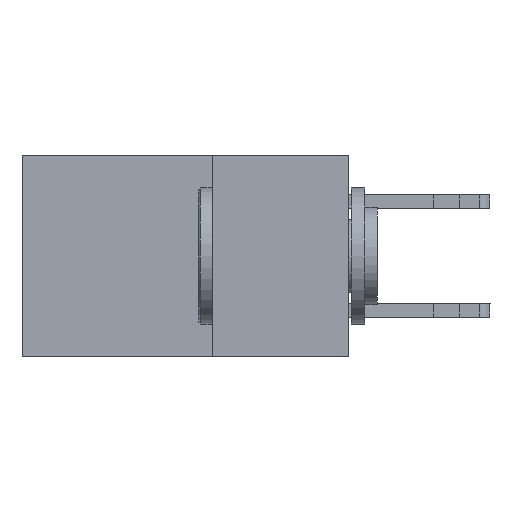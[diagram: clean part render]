
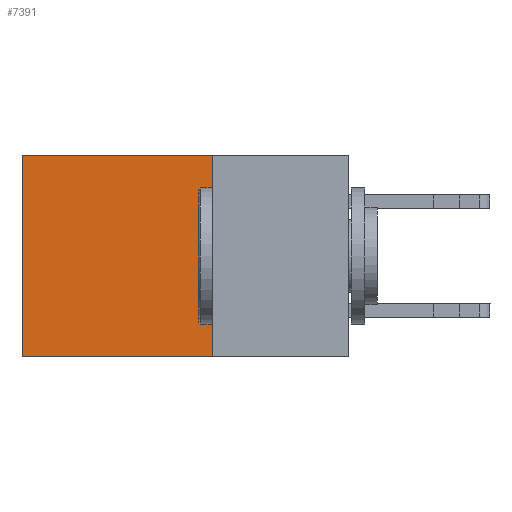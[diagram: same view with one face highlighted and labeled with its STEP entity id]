
A CAD part, left-side view. The second image highlights one B-rep face of the part: STEP entity #7391.
In plain terms, the highlighted planar face has unit normal (-1, 0, 0).
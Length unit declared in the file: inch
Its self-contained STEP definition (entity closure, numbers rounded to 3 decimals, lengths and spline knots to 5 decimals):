
#16 = EDGE_CURVE ( 'NONE', #8832, #9981, #8322, .T. ) ;
#592 = ORIENTED_EDGE ( 'NONE', *, *, #6328, .T. ) ;
#653 = CARTESIAN_POINT ( 'NONE',  ( 0.2615, 0.6, -0.37 ) ) ;
#920 = CARTESIAN_POINT ( 'NONE',  ( 0.2615, 0.25, 0. ) ) ;
#3793 = VECTOR ( 'NONE', #19187, 39.37008 ) ;
#5042 = EDGE_CURVE ( 'NONE', #9554, #14305, #10007, .T. ) ;
#6328 = EDGE_CURVE ( 'NONE', #9981, #14305, #14367, .T. ) ;
#6462 = EDGE_LOOP ( 'NONE', ( #592, #15353, #13497, #14234 ) ) ;
#6500 = VECTOR ( 'NONE', #18413, 39.37008 ) ;
#7346 = CARTESIAN_POINT ( 'NONE',  ( 0.2615, 0.25, -0.37 ) ) ;
#7391 = ADVANCED_FACE ( 'NONE', ( #14551 ), #9362, .F. ) ;
#8322 = LINE ( 'NONE', #920, #16221 ) ;
#8409 = LINE ( 'NONE', #7346, #3793 ) ;
#8832 = VERTEX_POINT ( 'NONE', #9246 ) ;
#9075 = VECTOR ( 'NONE', #14334, 39.37008 ) ;
#9211 = DIRECTION ( 'NONE',  ( 0., 0., -1. ) ) ;
#9213 = DIRECTION ( 'NONE',  ( 1., 0., 0. ) ) ;
#9230 = CARTESIAN_POINT ( 'NONE',  ( 0.2615, 0.25, -0.37 ) ) ;
#9246 = CARTESIAN_POINT ( 'NONE',  ( 0.2615, 0.25, 0. ) ) ;
#9362 = PLANE ( 'NONE',  #12586 ) ;
#9554 = VERTEX_POINT ( 'NONE', #10865 ) ;
#9977 = EDGE_CURVE ( 'NONE', #8832, #9554, #8409, .T. ) ;
#9981 = VERTEX_POINT ( 'NONE', #17709 ) ;
#10007 = LINE ( 'NONE', #14444, #9075 ) ;
#10865 = CARTESIAN_POINT ( 'NONE',  ( 0.2615, 0.25, -0.37 ) ) ;
#12586 = AXIS2_PLACEMENT_3D ( 'NONE', #9230, #9213, #9211 ) ;
#13497 = ORIENTED_EDGE ( 'NONE', *, *, #9977, .F. ) ;
#14234 = ORIENTED_EDGE ( 'NONE', *, *, #16, .T. ) ;
#14305 = VERTEX_POINT ( 'NONE', #653 ) ;
#14334 = DIRECTION ( 'NONE',  ( 0., 1., 0. ) ) ;
#14367 = LINE ( 'NONE', #18263, #6500 ) ;
#14444 = CARTESIAN_POINT ( 'NONE',  ( 0.2615, 0.25, -0.37 ) ) ;
#14551 = FACE_OUTER_BOUND ( 'NONE', #6462, .T. ) ;
#14664 = DIRECTION ( 'NONE',  ( 0., 1., 0. ) ) ;
#15353 = ORIENTED_EDGE ( 'NONE', *, *, #5042, .F. ) ;
#16221 = VECTOR ( 'NONE', #14664, 39.37008 ) ;
#17709 = CARTESIAN_POINT ( 'NONE',  ( 0.2615, 0.6, 0. ) ) ;
#18263 = CARTESIAN_POINT ( 'NONE',  ( 0.2615, 0.6, -0.37 ) ) ;
#18413 = DIRECTION ( 'NONE',  ( 0., 0., -1. ) ) ;
#19187 = DIRECTION ( 'NONE',  ( 0., 0., -1. ) ) ;
